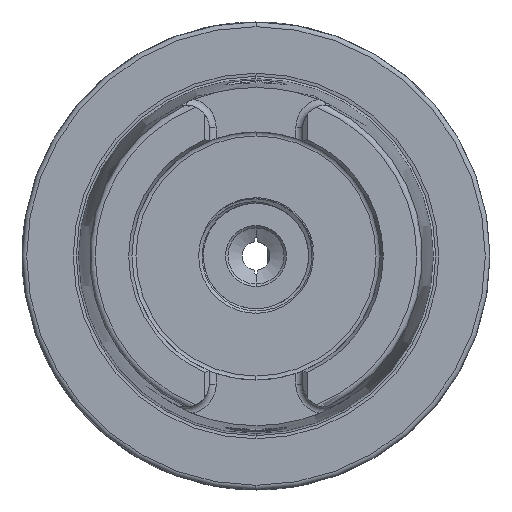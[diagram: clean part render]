
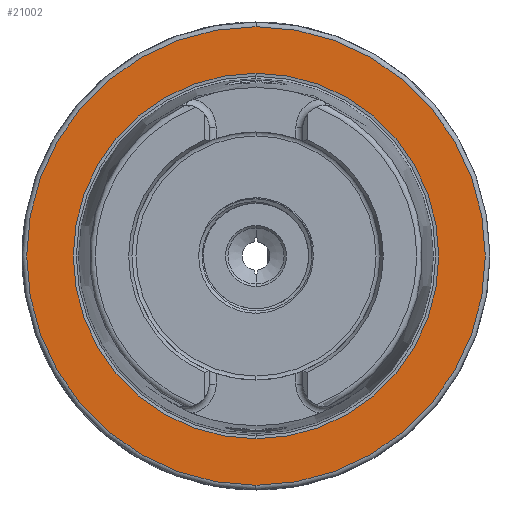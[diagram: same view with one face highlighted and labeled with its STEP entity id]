
A CAD part, left-side view. The second image highlights one B-rep face of the part: STEP entity #21002.
In plain terms, the highlighted planar face has unit normal (-1, 0, 0).
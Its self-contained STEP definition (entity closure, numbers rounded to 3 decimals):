
#829 = DIRECTION ( 'NONE',  ( -1., 0., 0. ) ) ;
#835 = CARTESIAN_POINT ( 'NONE',  ( 0., 39.054, 0. ) ) ;
#841 = PLANE ( 'NONE',  #24535 ) ;
#843 = DIRECTION ( 'NONE',  ( 0., 0., 1. ) ) ;
#2681 = CIRCLE ( 'NONE', #13741, 39.054 ) ;
#2690 = CIRCLE ( 'NONE', #13990, 49. ) ;
#4246 = VERTEX_POINT ( 'NONE', #15656 ) ;
#4283 = VERTEX_POINT ( 'NONE', #15694 ) ;
#4318 = VERTEX_POINT ( 'NONE', #15727 ) ;
#4367 = VERTEX_POINT ( 'NONE', #15714 ) ;
#13741 = AXIS2_PLACEMENT_3D ( 'NONE', #16365, #16336, #16388 ) ;
#13990 = AXIS2_PLACEMENT_3D ( 'NONE', #17470, #17461, #17486 ) ;
#14473 = EDGE_LOOP ( 'NONE', ( #18229, #18202 ) ) ;
#14489 = EDGE_LOOP ( 'NONE', ( #18208, #18250 ) ) ;
#14953 = CARTESIAN_POINT ( 'NONE',  ( 0., 0., 0. ) ) ;
#14973 = DIRECTION ( 'NONE',  ( -1., 0., 0. ) ) ;
#14975 = DIRECTION ( 'NONE',  ( 0., 0., 1. ) ) ;
#15291 = DIRECTION ( 'NONE',  ( 1., 0., 0. ) ) ;
#15298 = DIRECTION ( 'NONE',  ( 0., 0., -1. ) ) ;
#15303 = CARTESIAN_POINT ( 'NONE',  ( 0., 0., 0. ) ) ;
#15583 = EDGE_CURVE ( 'NONE', #4246, #4283, #17620, .T. ) ;
#15625 = EDGE_CURVE ( 'NONE', #4318, #4367, #17648, .T. ) ;
#15656 = CARTESIAN_POINT ( 'NONE',  ( 0., 0., -39.054 ) ) ;
#15694 = CARTESIAN_POINT ( 'NONE',  ( 0., 0., 39.054 ) ) ;
#15714 = CARTESIAN_POINT ( 'NONE',  ( 0., 0., 49. ) ) ;
#15727 = CARTESIAN_POINT ( 'NONE',  ( 0., 0., -49. ) ) ;
#16336 = DIRECTION ( 'NONE',  ( 1., 0., 0. ) ) ;
#16365 = CARTESIAN_POINT ( 'NONE',  ( 0., 0., 0. ) ) ;
#16388 = DIRECTION ( 'NONE',  ( 0., 0., -1. ) ) ;
#17461 = DIRECTION ( 'NONE',  ( -1., 0., 0. ) ) ;
#17470 = CARTESIAN_POINT ( 'NONE',  ( 0., 0., 0. ) ) ;
#17486 = DIRECTION ( 'NONE',  ( 0., 0., 1. ) ) ;
#17620 = CIRCLE ( 'NONE', #24578, 39.054 ) ;
#17648 = CIRCLE ( 'NONE', #24591, 49. ) ;
#17717 = FACE_BOUND ( 'NONE', #14473, .T. ) ;
#17738 = FACE_OUTER_BOUND ( 'NONE', #14489, .T. ) ;
#18202 = ORIENTED_EDGE ( 'NONE', *, *, #15583, .T. ) ;
#18208 = ORIENTED_EDGE ( 'NONE', *, *, #24760, .T. ) ;
#18229 = ORIENTED_EDGE ( 'NONE', *, *, #24775, .T. ) ;
#18250 = ORIENTED_EDGE ( 'NONE', *, *, #15625, .T. ) ;
#21002 = ADVANCED_FACE ( 'NONE', ( #17738, #17717 ), #841, .T. ) ;
#24535 = AXIS2_PLACEMENT_3D ( 'NONE', #835, #829, #843 ) ;
#24578 = AXIS2_PLACEMENT_3D ( 'NONE', #15303, #15291, #15298 ) ;
#24591 = AXIS2_PLACEMENT_3D ( 'NONE', #14953, #14973, #14975 ) ;
#24760 = EDGE_CURVE ( 'NONE', #4367, #4318, #2690, .T. ) ;
#24775 = EDGE_CURVE ( 'NONE', #4283, #4246, #2681, .T. ) ;
